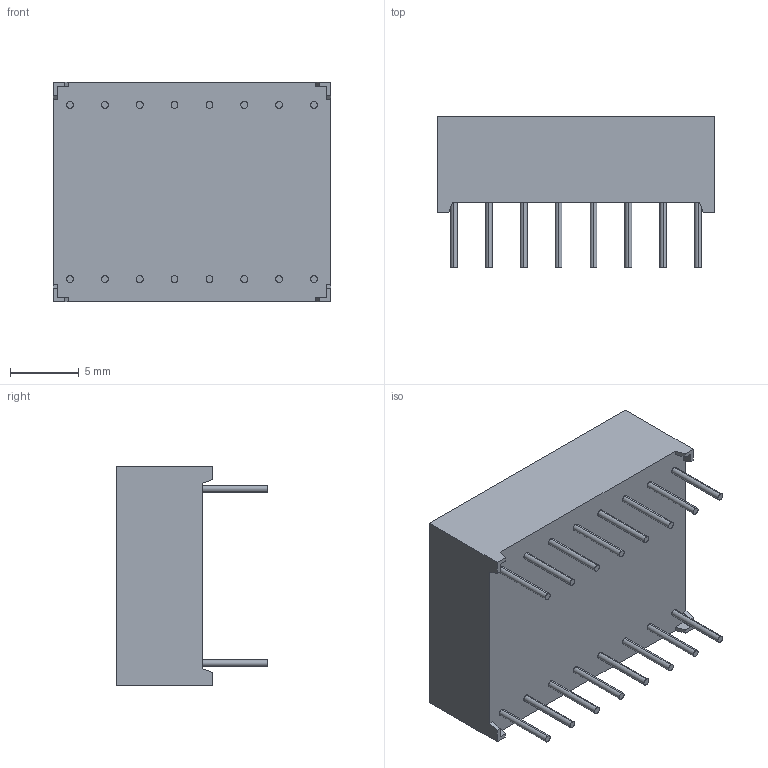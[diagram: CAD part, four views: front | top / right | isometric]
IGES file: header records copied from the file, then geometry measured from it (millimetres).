
Start section: SolidWorks IGES file using analytic representation for surfaces
Global section: file name: DX04.IGS; native system: SolidWorks 2008; preprocessor: SolidWorks 2008; author: evant; date: 080905.183921; units: millimetre
Bounding box: 20.2 x 11 x 16 mm (x, y, z)
Surface area: 1245 mm2 (no closed solid volume)
Topology: 0 solids, 0 shells, 461 faces, 4263 edges, 5460 vertices
Faces by surface type: bspline 425, revolution 36
